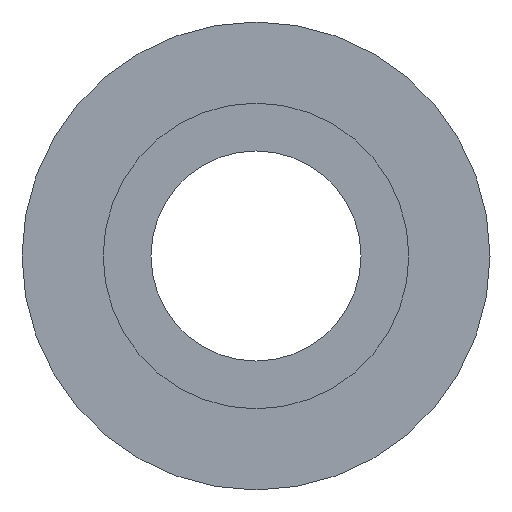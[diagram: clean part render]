
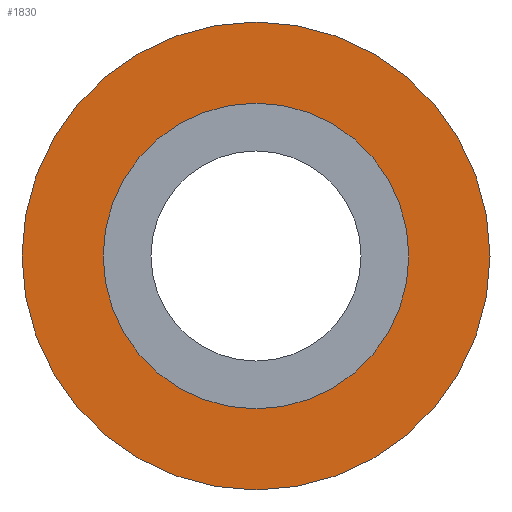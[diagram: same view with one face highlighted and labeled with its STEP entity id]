
A CAD part, front view. The second image highlights one B-rep face of the part: STEP entity #1830.
In plain terms, the highlighted planar face has unit normal (0, -1, 0).
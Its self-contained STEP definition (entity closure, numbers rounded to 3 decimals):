
#683=CARTESIAN_POINT('',(-11.224,-9.5,16.912));
#684=VERTEX_POINT('',#683);
#700=CARTESIAN_POINT('',(13.276,-9.5,-25.523));
#701=VERTEX_POINT('',#700);
#708=CARTESIAN_POINT('',(1.026,-9.5,-4.305));
#709=DIRECTION('',(0.0,1.,0.0));
#710=DIRECTION('',(0.866,0.0,0.5));
#711=AXIS2_PLACEMENT_3D('',#708,#709,#710);
#712=CIRCLE('',#711,24.5);
#713=EDGE_CURVE('',#701,#684,#712,.T.);
#723=CARTESIAN_POINT('',(-6.974,-9.5,9.551));
#724=VERTEX_POINT('',#723);
#733=CARTESIAN_POINT('',(9.026,-9.5,-18.162));
#734=VERTEX_POINT('',#733);
#735=CARTESIAN_POINT('',(1.026,-9.5,-4.305));
#736=DIRECTION('',(0.0,1.,0.0));
#737=DIRECTION('',(-0.5,0.0,0.866));
#738=AXIS2_PLACEMENT_3D('',#735,#736,#737);
#739=CIRCLE('',#738,16.);
#740=EDGE_CURVE('',#734,#724,#739,.T.);
#1649=CARTESIAN_POINT('',(14.882,-9.5,3.695));
#1650=VERTEX_POINT('',#1649);
#1651=CARTESIAN_POINT('',(1.026,-9.5,-4.305));
#1652=DIRECTION('',(0.0,1.,0.0));
#1653=DIRECTION('',(-0.5,0.0,0.866));
#1654=AXIS2_PLACEMENT_3D('',#1651,#1652,#1653);
#1655=CIRCLE('',#1654,16.);
#1656=EDGE_CURVE('',#1650,#734,#1655,.T.);
#1658=CARTESIAN_POINT('',(1.026,-9.5,-4.305));
#1659=DIRECTION('',(0.0,1.,0.0));
#1660=DIRECTION('',(-0.5,0.0,0.866));
#1661=AXIS2_PLACEMENT_3D('',#1658,#1659,#1660);
#1662=CIRCLE('',#1661,16.);
#1663=EDGE_CURVE('',#724,#1650,#1662,.T.);
#1793=CARTESIAN_POINT('',(22.243,-9.5,7.945));
#1794=VERTEX_POINT('',#1793);
#1795=CARTESIAN_POINT('',(1.026,-9.5,-4.305));
#1796=DIRECTION('',(0.0,1.,0.0));
#1797=DIRECTION('',(0.866,0.0,0.5));
#1798=AXIS2_PLACEMENT_3D('',#1795,#1796,#1797);
#1799=CIRCLE('',#1798,24.5);
#1800=EDGE_CURVE('',#684,#1794,#1799,.T.);
#1802=CARTESIAN_POINT('',(1.026,-9.5,-4.305));
#1803=DIRECTION('',(0.0,1.,0.0));
#1804=DIRECTION('',(0.866,0.0,0.5));
#1805=AXIS2_PLACEMENT_3D('',#1802,#1803,#1804);
#1806=CIRCLE('',#1805,24.5);
#1807=EDGE_CURVE('',#1794,#701,#1806,.T.);
#1815=CARTESIAN_POINT('',(17.48,-9.5,5.195));
#1816=DIRECTION('',(0.0,-1.0,0.0));
#1817=DIRECTION('',(0.0,0.0,-1.0));
#1818=AXIS2_PLACEMENT_3D('',#1815,#1816,#1817);
#1819=PLANE('',#1818);
#1820=ORIENTED_EDGE('',*,*,#1807,.F.);
#1821=ORIENTED_EDGE('',*,*,#1800,.F.);
#1822=ORIENTED_EDGE('',*,*,#713,.F.);
#1823=EDGE_LOOP('',(#1820,#1821,#1822));
#1824=FACE_OUTER_BOUND('',#1823,.T.);
#1825=ORIENTED_EDGE('',*,*,#1656,.T.);
#1826=ORIENTED_EDGE('',*,*,#740,.T.);
#1827=ORIENTED_EDGE('',*,*,#1663,.T.);
#1828=EDGE_LOOP('',(#1825,#1826,#1827));
#1829=FACE_BOUND('',#1828,.T.);
#1830=ADVANCED_FACE('',(#1824,#1829),#1819,.T.);
